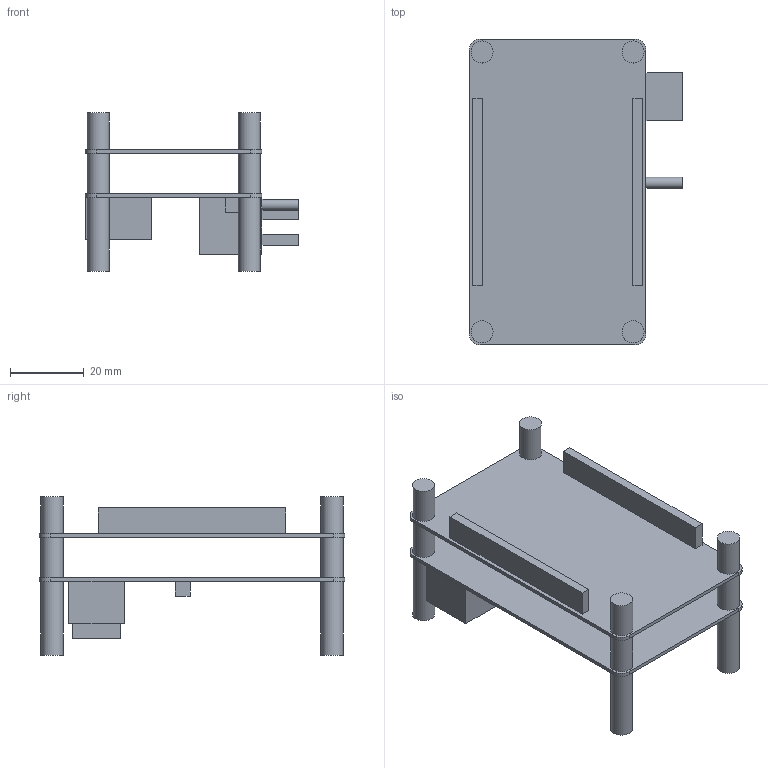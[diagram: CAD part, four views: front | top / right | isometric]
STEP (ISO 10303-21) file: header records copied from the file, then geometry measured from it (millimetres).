
FILE_DESCRIPTION(('FreeCAD Model'),'2;1');
FILE_NAME('odroid.step', '2014-03-29T21:22:43',('FreeCAD'),('FreeCAD'), 'Open CASCADE STEP processor 6.7','FreeCAD','Unknown');
FILE_SCHEMA(('AUTOMOTIVE_DESIGN_CC2 { 1 2 10303 214 -1 1 5 4 }'));
Length unit declared in the file: millimetre
Products named in the file (1): Pad010
Bounding box: 58 x 83 x 43 mm (x, y, z)
Volume: 21977.8 mm3; surface area: 23494 mm2
Topology: 1 solids, 5 shells, 91 faces, 190 edges, 122 vertices
Faces by surface type: plane 66, cylinder 25
Full cylindrical faces by diameter (mm): 3 x1, 4.2 x4, 6 x12
Entity records: 4948 total; most frequent: CARTESIAN_POINT 886, DIRECTION 787, LINE 470, VECTOR 470, ORIENTED_EDGE 380, PCURVE 380, DEFINITIONAL_REPRESENTATION 380, EDGE_CURVE 190
